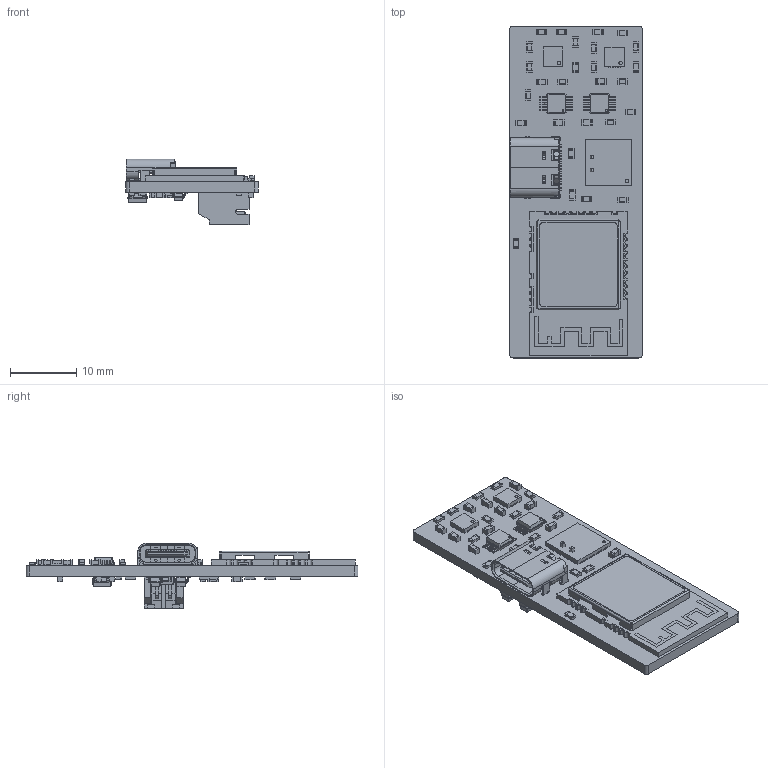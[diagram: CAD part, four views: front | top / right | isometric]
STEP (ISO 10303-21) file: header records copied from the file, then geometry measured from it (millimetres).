
FILE_DESCRIPTION(('KiCad electronic assembly'),'2;1');
FILE_NAME('fsr_controller.step','2024-03-29T17:10:20',('Pcbnew'),( 'Kicad'),'Open CASCADE STEP processor 7.7','KiCad to STEP converter' ,'Unknown');
FILE_SCHEMA(('AUTOMOTIVE_DESIGN { 1 0 10303 214 1 1 1 1 }'));
Length unit declared in the file: millimetre
Products named in the file (22): fsr_controller 1; R_0603_1608Metric; C_0603_1608Metric; QFN-16-1EP_3x3mm_P0.5mm_EP1.8x1.8mm; QFN-16-1EP_3x3mm_Pitch0.5mm; VSSOP-10_3x3mm_P0.5mm; VSSOP_10_3x3mm_P05mm; USB_C_Receptacle_GCT_USB4105-xx-A_16P_TopMnt_Horizontal; USB_C_Receptacle_16P_TopMnt_Horizontal_GCT_USB4105-xx-A; ATWINC1500-MR210PB STEP model; ATWINC1500-MR210PB; QFN-48-1EP_7x7mm_P0.5mm_EP5.15x5.15mm; QFN-48-1EP_7x7mm_Pitch0.5mm; SOT-23; SOT_23; JST_PH_S2B-PH-K_1x02_P2.00mm_Horizontal; JST_S2B_PH_K; SOT-23-5; SOT_23_5; fsr_controller_PCB
Assembly tree (68 placements, depth 3):
  fsr_controller 1
    R_0603_1608Metric  x26
      R_0603_1608Metric
    C_0603_1608Metric  x19
      C_0603_1608Metric
    QFN-16-1EP_3x3mm_P0.5mm_EP1.8x1.8mm  x2
      QFN-16-1EP_3x3mm_Pitch0.5mm
    VSSOP-10_3x3mm_P0.5mm  x2
      VSSOP_10_3x3mm_P05mm
    USB_C_Receptacle_GCT_USB4105-xx-A_16P_TopMnt_Horizontal
      USB_C_Receptacle_16P_TopMnt_Horizontal_GCT_USB4105-xx-A
    ATWINC1500-MR210PB STEP model
      ATWINC1500-MR210PB
    QFN-48-1EP_7x7mm_P0.5mm_EP5.15x5.15mm
      QFN-48-1EP_7x7mm_Pitch0.5mm
    SOT-23
      SOT_23
    JST_PH_S2B-PH-K_1x02_P2.00mm_Horizontal
      JST_S2B_PH_K
    SOT-23-5  x3
      SOT_23_5
    fsr_controller_PCB
Bounding box: 20 x 50.08 x 9.86 mm (x, y, z)
Volume: 2238.9 mm3; surface area: 5367.7 mm2
Topology: 125 solids, 125 shells, 3895 faces, 10104 edges, 6498 vertices
Faces by surface type: plane 2755, cylinder 942, bspline 190, cone 8
Full cylindrical faces by diameter (mm): 0.25 x2, 0.3 x9, 0.5 x5, 0.65 x2
Entity records: 79255 total; most frequent: CARTESIAN_POINT 12541, ORIENTED_EDGE 11502, DIRECTION 10869, EDGE_CURVE 5751, LINE 4781, VECTOR 4781, VERTEX_POINT 3680, AXIS2_PLACEMENT_3D 3044
